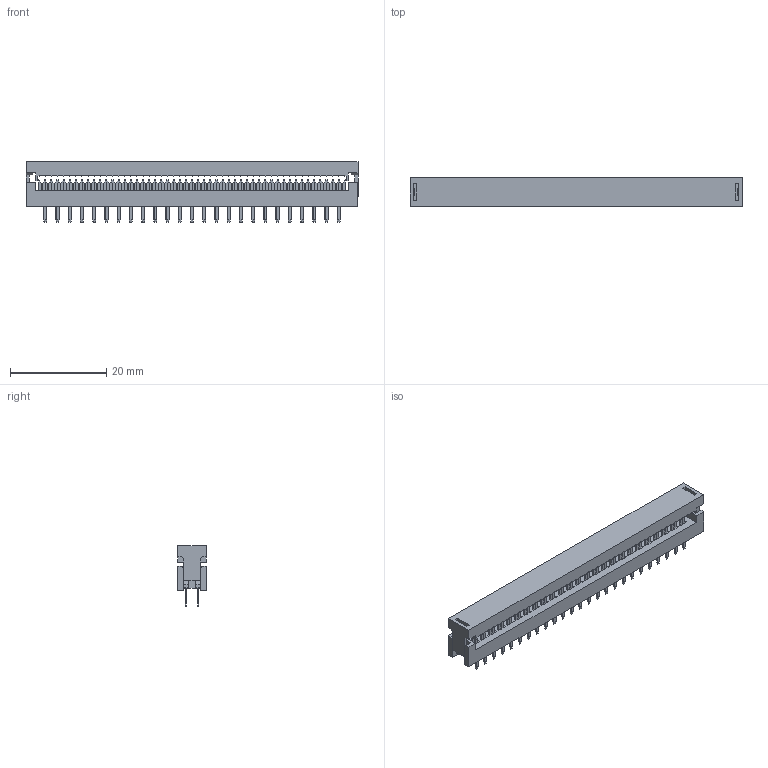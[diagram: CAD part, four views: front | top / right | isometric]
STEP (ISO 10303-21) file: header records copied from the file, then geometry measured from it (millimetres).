
FILE_DESCRIPTION(/* description */ ('Unknown'),/* implementation_level */ '2;1');
FILE_NAME(/* name */ '61205022323',/* time_stamp */ '2017-05-17T10:02:30+02:00',/* author */ ('Unknown'),/* organization */ ('Unknown'),/* preprocessor_version */ 'ST-DEVELOPER v16.7',/* originating_system */ 'DEX',/* authorisation */ $);
FILE_SCHEMA (('AUTOMOTIVE_DESIGN {1 0 10303 214 3 1 1}'));
Length unit declared in the file: millimetre
Products named in the file (4): 6120xx22323_Open; 61205022323; 6120xx22323_PIN; 61205022323_PAD
Assembly tree (52 placements, depth 2):
  6120xx22323_Open
    61205022323
    6120xx22323_PIN  x50
    61205022323_PAD
Bounding box: 68.95 x 6 x 12.6 mm (x, y, z)
Volume: 2433.4 mm3; surface area: 4870 mm2
Topology: 52 solids, 52 shells, 2101 faces, 5589 edges, 3590 vertices
Faces by surface type: plane 2001, cylinder 100
Entity records: 28139 total; most frequent: CARTESIAN_POINT 4969, ORIENTED_EDGE 4906, DIRECTION 4411, EDGE_CURVE 2453, LINE 2251, VECTOR 2251, VERTEX_POINT 1630, AXIS2_PLACEMENT_3D 1080
